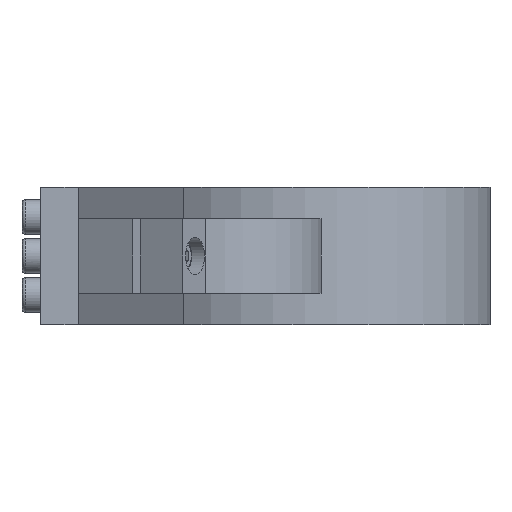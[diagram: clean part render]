
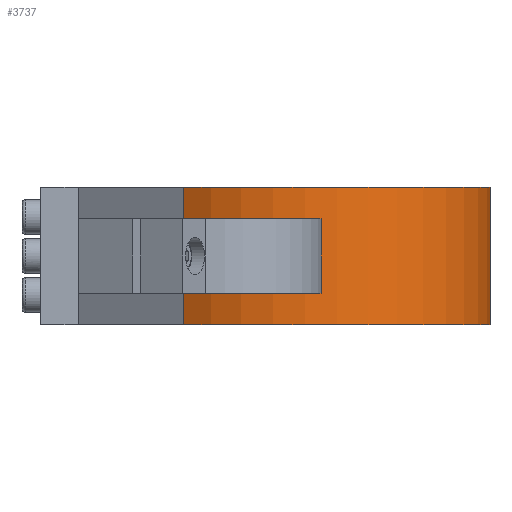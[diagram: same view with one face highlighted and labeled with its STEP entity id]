
A CAD part, left-side view. The second image highlights one B-rep face of the part: STEP entity #3737.
In plain terms, the highlighted cylindrical face has radius 31 mm (diameter 62 mm), a partial arc.
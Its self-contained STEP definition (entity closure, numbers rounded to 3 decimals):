
#334=FACE_OUTER_BOUND('',#546,.T.);
#546=EDGE_LOOP('',(#2768,#2769,#2770,#2771));
#847=LINE('',#5484,#1249);
#848=LINE('',#5490,#1250);
#1249=VECTOR('',#4548,1000.);
#1250=VECTOR('',#4555,1000.);
#1553=CIRCLE('',#4013,31.);
#1554=CIRCLE('',#4014,31.);
#1705=VERTEX_POINT('',#5481);
#1706=VERTEX_POINT('',#5483);
#1707=VERTEX_POINT('',#5487);
#1708=VERTEX_POINT('',#5489);
#2103=EDGE_CURVE('',#1706,#1705,#847,.T.);
#2105=EDGE_CURVE('',#1705,#1707,#1553,.T.);
#2106=EDGE_CURVE('',#1708,#1707,#848,.T.);
#2107=EDGE_CURVE('',#1706,#1708,#1554,.T.);
#2768=ORIENTED_EDGE('',*,*,#2105,.T.);
#2769=ORIENTED_EDGE('',*,*,#2106,.F.);
#2770=ORIENTED_EDGE('',*,*,#2107,.F.);
#2771=ORIENTED_EDGE('',*,*,#2103,.T.);
#3448=CYLINDRICAL_SURFACE('',#4012,31.);
#3737=ADVANCED_FACE('',(#334),#3448,.T.);
#4012=AXIS2_PLACEMENT_3D('',#5486,#4551,#4552);
#4013=AXIS2_PLACEMENT_3D('',#5488,#4553,#4554);
#4014=AXIS2_PLACEMENT_3D('',#5491,#4556,#4557);
#4548=DIRECTION('',(0.,0.,1.));
#4551=DIRECTION('center_axis',(0.,0.,
1.));
#4552=DIRECTION('ref_axis',(-0.427,-0.904,0.));
#4553=DIRECTION('center_axis',(0.,0.,
-1.));
#4554=DIRECTION('ref_axis',(1.,0.,0.));
#4555=DIRECTION('',(0.,0.,1.));
#4556=DIRECTION('center_axis',(0.,0.,
-1.));
#4557=DIRECTION('ref_axis',(1.,0.,0.));
#5481=CARTESIAN_POINT('',(94.967,-21.935,11.));
#5483=CARTESIAN_POINT('',(94.967,-21.935,-11.));
#5484=CARTESIAN_POINT('',(94.967,-21.935,-11.));
#5486=CARTESIAN_POINT('Origin',(65.,-14.,-11.));
#5487=CARTESIAN_POINT('',(39.842,4.113,11.));
#5488=CARTESIAN_POINT('Origin',(65.,-14.,11.));
#5489=CARTESIAN_POINT('',(39.842,4.113,-11.));
#5490=CARTESIAN_POINT('',(39.842,4.113,-11.));
#5491=CARTESIAN_POINT('Origin',(65.,-14.,-11.));
